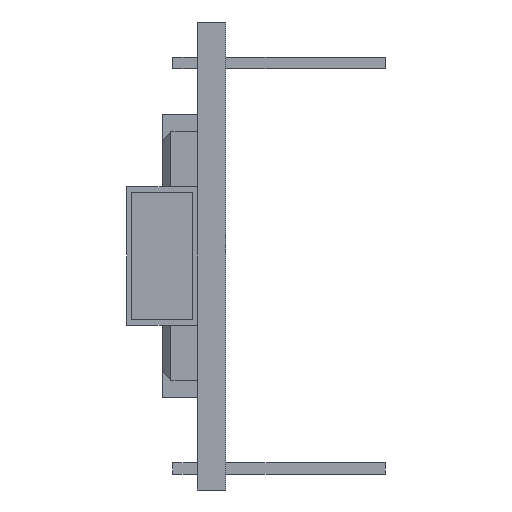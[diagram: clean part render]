
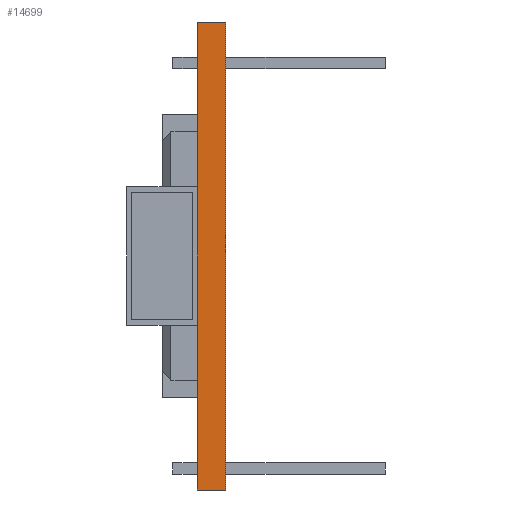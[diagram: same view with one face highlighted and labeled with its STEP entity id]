
A CAD part, left-side view. The second image highlights one B-rep face of the part: STEP entity #14699.
In plain terms, the highlighted planar face has unit normal (-1, 0, 0).
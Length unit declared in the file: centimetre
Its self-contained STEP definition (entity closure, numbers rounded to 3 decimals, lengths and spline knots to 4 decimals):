
#507=VERTEX_POINT('',#18542);
#513=VERTEX_POINT('',#18558);
#550=VERTEX_POINT('',#18675);
#553=VERTEX_POINT('',#18681);
#1207=VERTEX_POINT('',#20407);
#1209=VERTEX_POINT('',#20415);
#1928=VECTOR('',#15886,1.);
#2802=VECTOR('',#17031,1.);
#2805=VECTOR('',#17036,1.);
#2807=VECTOR('',#17039,1.);
#3880=LINE('',#18573,#1928);
#4754=LINE('',#20408,#2802);
#4757=LINE('',#20414,#2805);
#4759=LINE('',#20418,#2807);
#5832=EDGE_CURVE('',#513,#507,#3880,.T.);
#5881=EDGE_CURVE('',#550,#513,#3880,.T.);
#5885=EDGE_CURVE('',#507,#553,#3880,.T.);
#6868=EDGE_CURVE('',#1207,#553,#4754,.T.);
#6871=EDGE_CURVE('',#1209,#550,#4757,.T.);
#6873=EDGE_CURVE('',#1209,#1207,#4759,.T.);
#9874=ORIENTED_EDGE('',*,*,#5881,.T.);
#9875=ORIENTED_EDGE('',*,*,#5832,.T.);
#9876=ORIENTED_EDGE('',*,*,#5885,.T.);
#9877=ORIENTED_EDGE('',*,*,#6868,.F.);
#9878=ORIENTED_EDGE('',*,*,#6873,.F.);
#9879=ORIENTED_EDGE('',*,*,#6871,.T.);
#12641=EDGE_LOOP('',(#9874,#9875,#9876,#9877,#9878,#9879));
#13693=FACE_BOUND('',#12641,.T.);
#14699=ADVANCED_FACE('',(#13693),#22893,.T.);
#15420=AXIS2_PLACEMENT_3D('',#20417,#17038,$);
#15886=DIRECTION('',(0.,0.,-1.));
#17031=DIRECTION('',(0.,1.,0.));
#17036=DIRECTION('',(0.,1.,0.));
#17038=DIRECTION('',(-1.,0.,0.));
#17039=DIRECTION('',(0.,0.,-1.));
#18542=CARTESIAN_POINT('',(0.,0.16,-1.71));
#18558=CARTESIAN_POINT('',(0.,0.16,-0.93));
#18573=CARTESIAN_POINT('',(0.,0.16,0.));
#18675=CARTESIAN_POINT('',(0.,0.16,0.));
#18681=CARTESIAN_POINT('',(0.,0.16,-2.64));
#20407=CARTESIAN_POINT('',(0.,0.,-2.64));
#20408=CARTESIAN_POINT('',(0.,0.,-2.64));
#20414=CARTESIAN_POINT('',(0.,0.,0.));
#20415=CARTESIAN_POINT('',(0.,0.,0.));
#20417=CARTESIAN_POINT('',(0.,0.,-1.32));
#20418=CARTESIAN_POINT('',(0.,0.,0.));
#22893=PLANE('',#15420);
